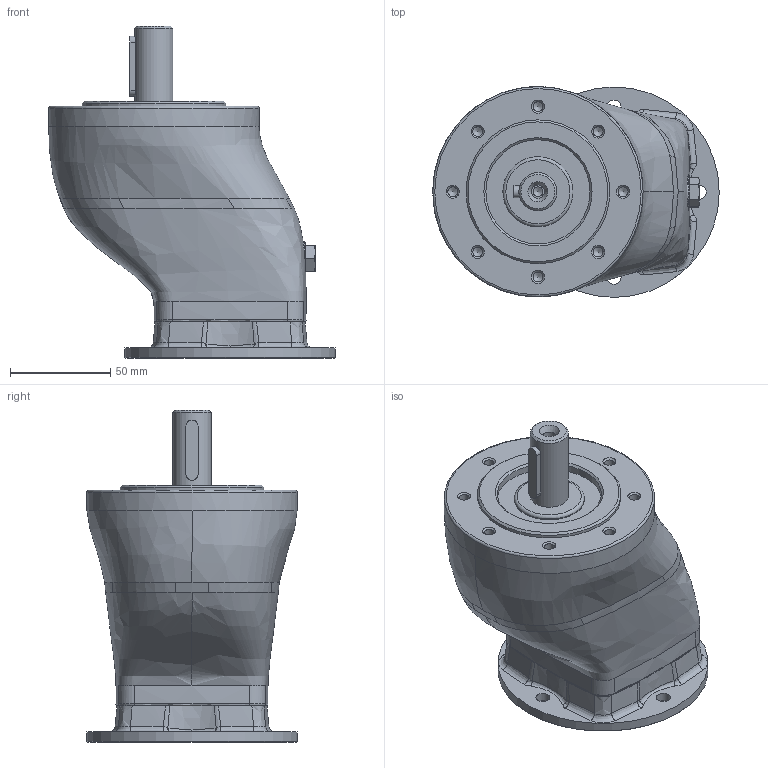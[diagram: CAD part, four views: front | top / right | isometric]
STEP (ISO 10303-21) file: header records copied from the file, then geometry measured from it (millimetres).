
FILE_DESCRIPTION( ( 'Unknown' ), '1' );
FILE_NAME( '2EF7AFF8FCDCC465F62BE86B6D2CCAB.3d.stp', 'Unknown', ( 'Unknown' ), ( 'Unknown' ), 'PSStep 10.1', 'Unknown', ' ' );
FILE_SCHEMA( ( 'AUTOMOTIVE_DESIGN { 1 0 10303 214 1 1 1 1 }' ) );
Length unit declared in the file: millimetre
Products named in the file (1): 411N8800
Bounding box: 143 x 105 x 165.7 mm (x, y, z)
Volume: 915998.7 mm3; surface area: 79560.6 mm2
Topology: 1 solids, 9 shells, 283 faces, 694 edges, 446 vertices
Faces by surface type: plane 84, cone 71, cylinder 65, bspline 44, torus 19
Full cylindrical faces by diameter (mm): 4.917 x9, 6.5 x1, 6.647 x4, 7 x4, 8 x4, 9 x4, 13 x4, 14 x4, 16.662 x1, 18 x1, 19 x1, 35 x2, 47 x1, 52 x1, 71.8 x1, 105 x2
Entity records: 16310 total; most frequent: CARTESIAN_POINT 8562, ORIENTED_EDGE 1044, DIRECTION 1032, EDGE_CURVE 522, AXIS2_PLACEMENT_3D 454, EDGE_LOOP 417, VERTEX_POINT 388, FACE_OUTER_BOUND 338
